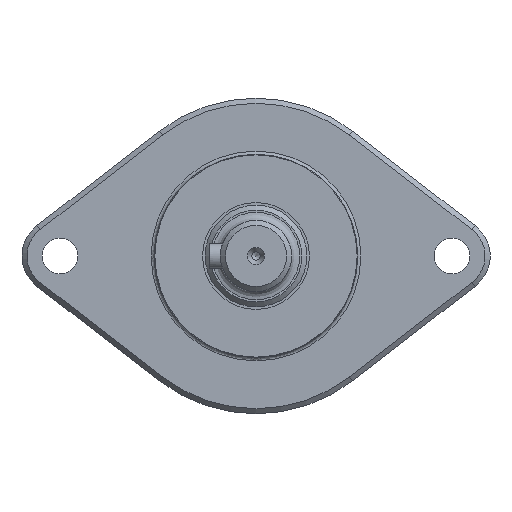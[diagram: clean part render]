
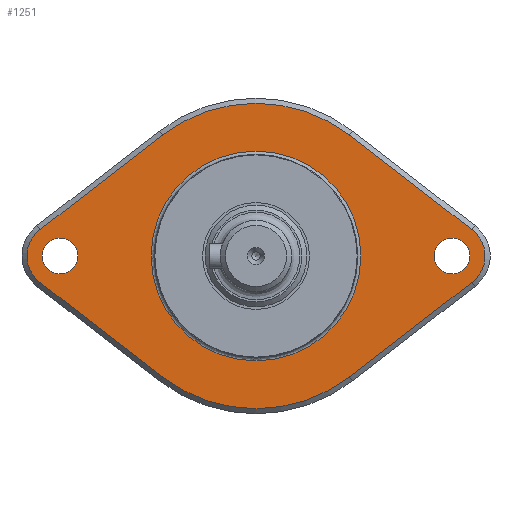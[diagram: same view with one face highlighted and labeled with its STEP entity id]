
A CAD part, left-side view. The second image highlights one B-rep face of the part: STEP entity #1251.
In plain terms, the highlighted planar face has unit normal (-1, 0, 0).
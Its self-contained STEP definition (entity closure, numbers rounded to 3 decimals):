
#1119=CARTESIAN_POINT('',(-136.4,0.,20.6));
#1120=VERTEX_POINT('',#1119);
#1121=CARTESIAN_POINT('',(-136.4,0.,0.));
#1122=DIRECTION('',(-1.0,0.0,0.0));
#1123=DIRECTION('',(0.0,0.0,-1.0));
#1124=AXIS2_PLACEMENT_3D('',#1121,#1122,#1123);
#1125=CIRCLE('',#1124,20.6);
#1126=EDGE_CURVE('',#1120,#1120,#1125,.T.);
#1151=CARTESIAN_POINT('',(-136.4,0.,0.));
#1152=DIRECTION('',(-1.0,0.0,0.0));
#1153=DIRECTION('',(0.0,0.0,1.0));
#1154=AXIS2_PLACEMENT_3D('',#1151,#1152,#1153);
#1155=PLANE('',#1154);
#1156=CARTESIAN_POINT('',(-136.4,42.468,5.149));
#1157=VERTEX_POINT('',#1156);
#1158=CARTESIAN_POINT('',(-136.4,18.312,23.763));
#1159=VERTEX_POINT('',#1158);
#1160=CARTESIAN_POINT('',(-136.4,42.468,5.149));
#1161=DIRECTION('',(0.,-0.792,0.61));
#1162=VECTOR('',#1161,30.496);
#1163=LINE('',#1160,#1162);
#1164=EDGE_CURVE('',#1157,#1159,#1163,.T.);
#1165=ORIENTED_EDGE('',*,*,#1164,.F.);
#1166=CARTESIAN_POINT('',(-136.4,42.468,-5.149));
#1167=VERTEX_POINT('',#1166);
#1168=CARTESIAN_POINT('',(-136.4,38.5,0.));
#1169=DIRECTION('',(1.0,0.,0.));
#1170=DIRECTION('',(0.,0.61,0.792));
#1171=AXIS2_PLACEMENT_3D('',#1168,#1169,#1170);
#1172=CIRCLE('',#1171,6.5);
#1173=EDGE_CURVE('',#1167,#1157,#1172,.T.);
#1174=ORIENTED_EDGE('',*,*,#1173,.F.);
#1175=CARTESIAN_POINT('',(-136.4,18.312,-23.763));
#1176=VERTEX_POINT('',#1175);
#1177=CARTESIAN_POINT('',(-136.4,18.312,-23.763));
#1178=DIRECTION('',(0.0,0.792,0.61));
#1179=VECTOR('',#1178,30.496);
#1180=LINE('',#1177,#1179);
#1181=EDGE_CURVE('',#1176,#1167,#1180,.T.);
#1182=ORIENTED_EDGE('',*,*,#1181,.F.);
#1183=CARTESIAN_POINT('',(-136.4,-18.312,-23.763));
#1184=VERTEX_POINT('',#1183);
#1185=CARTESIAN_POINT('',(-136.4,0.,0.));
#1186=DIRECTION('',(1.,0.,0.));
#1187=DIRECTION('',(0.,0.61,-0.792));
#1188=AXIS2_PLACEMENT_3D('',#1185,#1186,#1187);
#1189=CIRCLE('',#1188,30.);
#1190=EDGE_CURVE('',#1184,#1176,#1189,.T.);
#1191=ORIENTED_EDGE('',*,*,#1190,.F.);
#1192=CARTESIAN_POINT('',(-136.4,-42.468,-5.149));
#1193=VERTEX_POINT('',#1192);
#1194=CARTESIAN_POINT('',(-136.4,-42.468,-5.149));
#1195=DIRECTION('',(0.,0.792,-0.61));
#1196=VECTOR('',#1195,30.496);
#1197=LINE('',#1194,#1196);
#1198=EDGE_CURVE('',#1193,#1184,#1197,.T.);
#1199=ORIENTED_EDGE('',*,*,#1198,.F.);
#1200=CARTESIAN_POINT('',(-136.4,-42.468,5.149));
#1201=VERTEX_POINT('',#1200);
#1202=CARTESIAN_POINT('',(-136.4,-38.5,0.));
#1203=DIRECTION('',(1.,0.,0.));
#1204=DIRECTION('',(0.,-0.61,-0.792));
#1205=AXIS2_PLACEMENT_3D('',#1202,#1203,#1204);
#1206=CIRCLE('',#1205,6.5);
#1207=EDGE_CURVE('',#1201,#1193,#1206,.T.);
#1208=ORIENTED_EDGE('',*,*,#1207,.F.);
#1209=CARTESIAN_POINT('',(-136.4,-18.312,23.763));
#1210=VERTEX_POINT('',#1209);
#1211=CARTESIAN_POINT('',(-136.4,-18.312,23.763));
#1212=DIRECTION('',(0.,-0.792,-0.61));
#1213=VECTOR('',#1212,30.496);
#1214=LINE('',#1211,#1213);
#1215=EDGE_CURVE('',#1210,#1201,#1214,.T.);
#1216=ORIENTED_EDGE('',*,*,#1215,.F.);
#1217=CARTESIAN_POINT('',(-136.4,0.,0.));
#1218=DIRECTION('',(1.,0.,0.));
#1219=DIRECTION('',(0.,-0.61,0.792));
#1220=AXIS2_PLACEMENT_3D('',#1217,#1218,#1219);
#1221=CIRCLE('',#1220,30.);
#1222=EDGE_CURVE('',#1159,#1210,#1221,.T.);
#1223=ORIENTED_EDGE('',*,*,#1222,.F.);
#1224=EDGE_LOOP('',(#1165,#1174,#1182,#1191,#1199,#1208,#1216,#1223));
#1225=FACE_OUTER_BOUND('',#1224,.T.);
#1226=CARTESIAN_POINT('',(-136.4,-38.5,3.5));
#1227=VERTEX_POINT('',#1226);
#1228=CARTESIAN_POINT('',(-136.4,-38.5,0.));
#1229=DIRECTION('',(1.0,0.0,0.0));
#1230=DIRECTION('',(0.0,0.0,1.0));
#1231=AXIS2_PLACEMENT_3D('',#1228,#1229,#1230);
#1232=CIRCLE('',#1231,3.5);
#1233=EDGE_CURVE('',#1227,#1227,#1232,.T.);
#1234=ORIENTED_EDGE('',*,*,#1233,.T.);
#1235=EDGE_LOOP('',(#1234));
#1236=FACE_BOUND('',#1235,.T.);
#1237=CARTESIAN_POINT('',(-136.4,38.5,3.5));
#1238=VERTEX_POINT('',#1237);
#1239=CARTESIAN_POINT('',(-136.4,38.5,0.));
#1240=DIRECTION('',(1.0,0.0,0.0));
#1241=DIRECTION('',(0.0,0.0,1.0));
#1242=AXIS2_PLACEMENT_3D('',#1239,#1240,#1241);
#1243=CIRCLE('',#1242,3.5);
#1244=EDGE_CURVE('',#1238,#1238,#1243,.T.);
#1245=ORIENTED_EDGE('',*,*,#1244,.T.);
#1246=EDGE_LOOP('',(#1245));
#1247=FACE_BOUND('',#1246,.T.);
#1248=ORIENTED_EDGE('',*,*,#1126,.F.);
#1249=EDGE_LOOP('',(#1248));
#1250=FACE_BOUND('',#1249,.T.);
#1251=ADVANCED_FACE('',(#1225,#1236,#1247,#1250),#1155,.T.);
